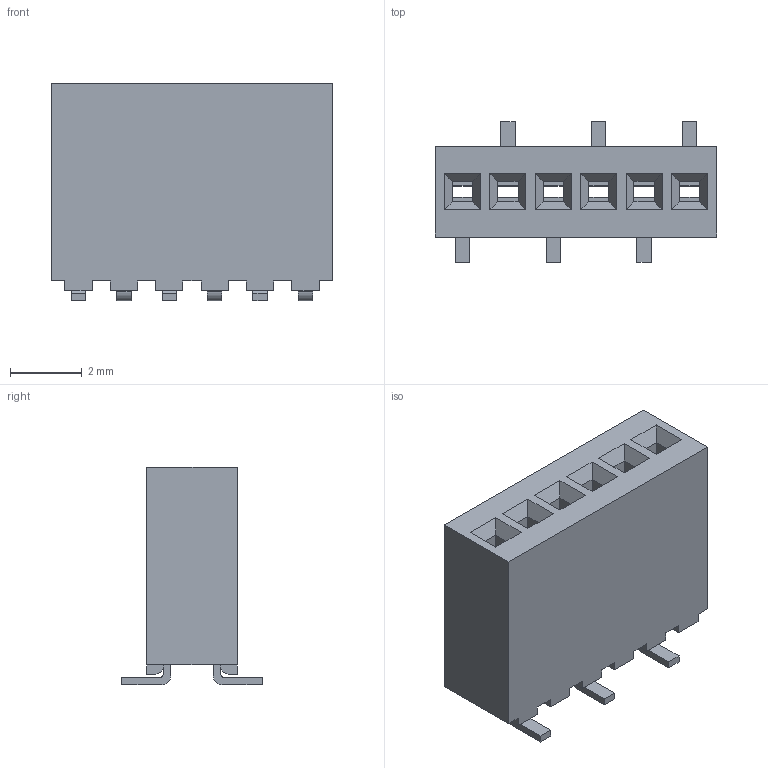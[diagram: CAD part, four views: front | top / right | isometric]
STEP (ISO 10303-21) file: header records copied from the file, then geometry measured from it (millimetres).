
FILE_DESCRIPTION(('FreeCAD Model'),'2;1');
FILE_NAME('Open CASCADE Shape Model','2025-01-14T14:32:53',(''),(''), 'Open CASCADE STEP processor 7.8','FreeCAD','Unknown');
FILE_SCHEMA(('AUTOMOTIVE_DESIGN { 1 0 10303 214 1 1 1 1 }'));
Length unit declared in the file: millimetre
Products named in the file (4): RSM-106-02-STL-S; RSM-106-02-S_socket; C-64-02-06-SSTL; C-64-02-06-SSTL2
Assembly tree (3 placements, depth 2):
  RSM-106-02-STL-S
    RSM-106-02-S_socket
    C-64-02-06-SSTL
    C-64-02-06-SSTL2
Bounding box: 7.87 x 3.94 x 6.1 mm (x, y, z)
Volume: 149.5 mm3; surface area: 416.3 mm2
Topology: 3 solids, 3 shells, 240 faces, 696 edges, 456 vertices
Faces by surface type: plane 216, cylinder 24
Entity records: 7921 total; most frequent: CARTESIAN_POINT 1396, ORIENTED_EDGE 1392, DIRECTION 1232, EDGE_CURVE 696, LINE 648, VECTOR 648, VERTEX_POINT 456, AXIS2_PLACEMENT_3D 292
